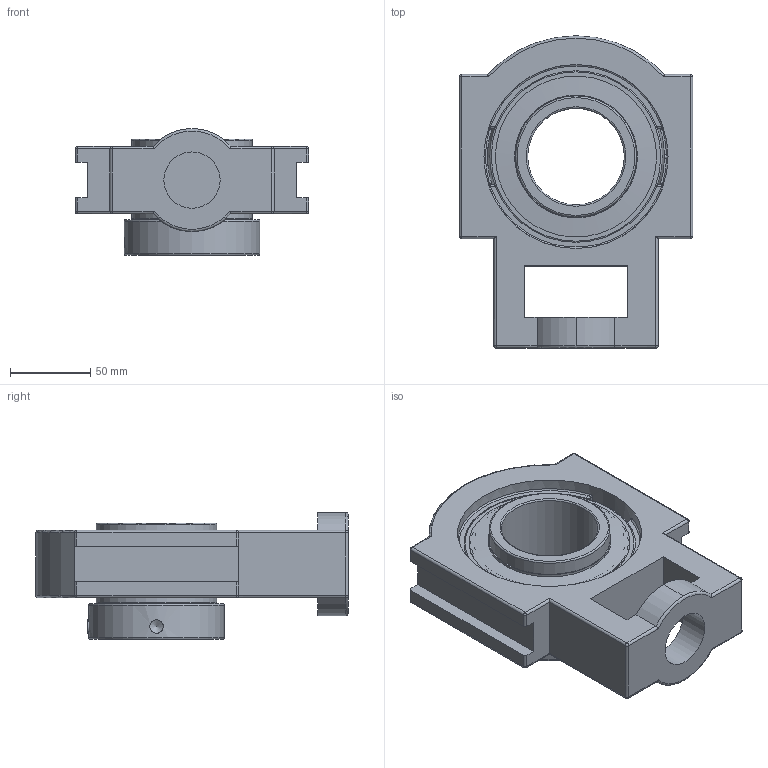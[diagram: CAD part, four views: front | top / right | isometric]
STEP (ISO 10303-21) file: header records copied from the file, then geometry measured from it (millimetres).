
FILE_DESCRIPTION(('HOOPS Exchange Step'),'2;1');
FILE_NAME('export-403038E9-BDB9-406D-9FE8-2BA64F0C3973.stp','2020-05-20T10:19:48-07:00',('dkerr'),('Alibre'),'HOOPS Exchange 2020.0','Alibre','Unknown authorisation');
FILE_SCHEMA( ('AP242_MANAGED_MODEL_BASED_3D_ENGINEERING_MIM_LF {1 0 10303 442 1 1 4 }') );
Length unit declared in the file: inch
Products named in the file (8): MRN STM 212 L4L; SNC 212 (Ball Bearing); SNC 212 (Shield); SNC 212 (Setscrew); SNC 212 (Collar); SNC 212 L4L (60mm) (Race); MRN SNC 212 L4L (60mm); MRN SNCSTM 212 L4L (60mm)
Assembly tree (8 placements, depth 3):
  MRN SNCSTM 212 L4L (60mm)
    MRN STM 212 L4L
    MRN SNC 212 L4L (60mm)
      SNC 212 (Ball Bearing)
      SNC 212 (Shield)  x2
      SNC 212 (Setscrew)
      SNC 212 (Collar)
      SNC 212 L4L (60mm) (Race)
Bounding box: 145 x 194 x 78.8 mm (x, y, z)
Volume: 666122.5 mm3; surface area: 166674.3 mm2
Topology: 17 solids, 17 shells, 185 faces, 485 edges, 297 vertices
Faces by surface type: cylinder 68, plane 54, sphere 29, torus 20, cone 10, bspline 4
Full cylindrical faces by diameter (mm): 8.382 x3, 35 x1, 60 x2, 72.034 x2, 74.93 x2, 75.565 x2, 76.327 x2, 84.201 x1, 93.935 x2, 100.076 x2, 114.37 x2, 120.1 x1
Entity records: 7459 total; most frequent: CARTESIAN_POINT 2903, DIRECTION 991, ORIENTED_EDGE 852, EDGE_CURVE 426, AXIS2_PLACEMENT_3D 409, VERTEX_POINT 283, CIRCLE 207, EDGE_LOOP 197
